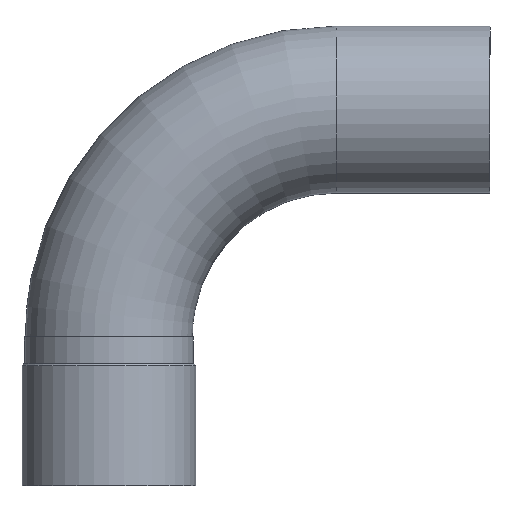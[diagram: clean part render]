
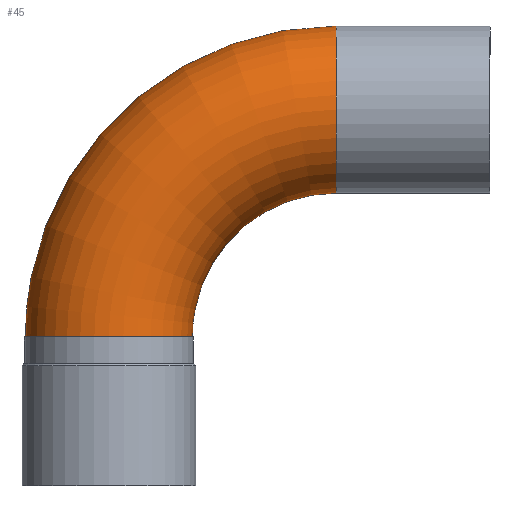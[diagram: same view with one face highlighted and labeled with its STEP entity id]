
A CAD part, top view. The second image highlights one B-rep face of the part: STEP entity #45.
In plain terms, the highlighted toroidal (fillet/blend) face has major radius 229 mm and minor radius 84.15 mm.
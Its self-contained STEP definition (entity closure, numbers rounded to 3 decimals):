
#45 = ADVANCED_FACE( '', ( #93, #94 ), #95, .T. );
#93 = FACE_OUTER_BOUND( '', #142, .T. );
#94 = FACE_OUTER_BOUND( '', #143, .T. );
#95 = TOROIDAL_SURFACE( '', #144, 229., 84.15 );
#142 = EDGE_LOOP( '', ( #195 ) );
#143 = EDGE_LOOP( '', ( #196 ) );
#144 = AXIS2_PLACEMENT_3D( '', #197, #198, #199 );
#195 = ORIENTED_EDGE( '', *, *, #234, .T. );
#196 = ORIENTED_EDGE( '', *, *, #243, .F. );
#197 = CARTESIAN_POINT( '', ( 229., 0., 0. ) );
#198 = DIRECTION( '', ( 0., 0., 1. ) );
#199 = DIRECTION( '', ( 1., 0., 0. ) );
#234 = EDGE_CURVE( '', #258, #258, #259, .T. );
#243 = EDGE_CURVE( '', #272, #272, #273, .T. );
#258 = VERTEX_POINT( '', #289 );
#259 = CIRCLE( '', #290, 84.15 );
#272 = VERTEX_POINT( '', #303 );
#273 = CIRCLE( '', #304, 84.15 );
#289 = CARTESIAN_POINT( '', ( 229., 313.15, 0. ) );
#290 = AXIS2_PLACEMENT_3D( '', #321, #322, #323 );
#303 = CARTESIAN_POINT( '', ( 84.15, 0., 0. ) );
#304 = AXIS2_PLACEMENT_3D( '', #336, #337, #338 );
#321 = CARTESIAN_POINT( '', ( 229., 229., 0. ) );
#322 = DIRECTION( '', ( -1., 0., 0. ) );
#323 = DIRECTION( '', ( 0., 1., 0. ) );
#336 = CARTESIAN_POINT( '', ( 0., 0., 0. ) );
#337 = DIRECTION( '', ( 0., -1., 0. ) );
#338 = DIRECTION( '', ( 1., 0., 0. ) );
